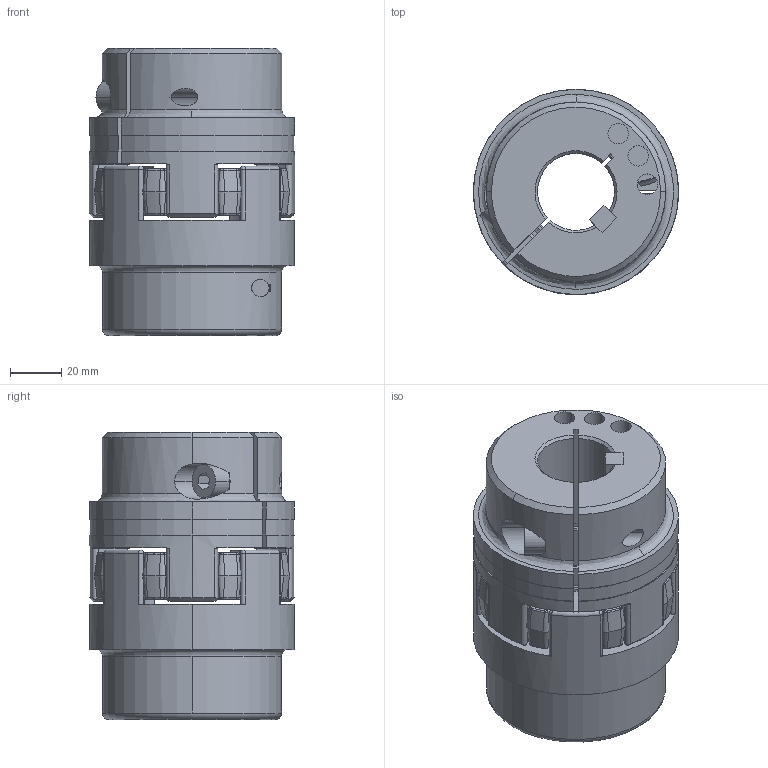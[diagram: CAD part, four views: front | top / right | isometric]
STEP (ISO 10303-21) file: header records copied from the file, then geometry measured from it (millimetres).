
FILE_DESCRIPTION (( 'STEP AP214' ), '1' );
FILE_NAME ('8382.STEP', '2020-11-17T18:02:57', ( '' ), ( '' ), 'SwSTEP 2.0', 'SolidWorks 2020', '' );
FILE_SCHEMA (( 'AUTOMOTIVE_DESIGN' ));
Length unit declared in the file: inch
Products named in the file (1): 8382
Bounding box: 80 x 80 x 111.97 mm (x, y, z)
Surface area: 69303.1 mm2 (no closed solid volume)
Topology: 0 solids, 4 shells, 347 faces, 1094 edges, 736 vertices
Faces by surface type: cone 101, torus 100, cylinder 74, plane 43, bspline 19, sphere 10
Entity records: 17992 total; most frequent: CARTESIAN_POINT 3743, DIRECTION 2256, ORIENTED_EDGE 1848, EDGE_CURVE 1086, AXIS2_PLACEMENT_3D 967, VERTEX_POINT 732, CIRCLE 638, EDGE_LOOP 370
